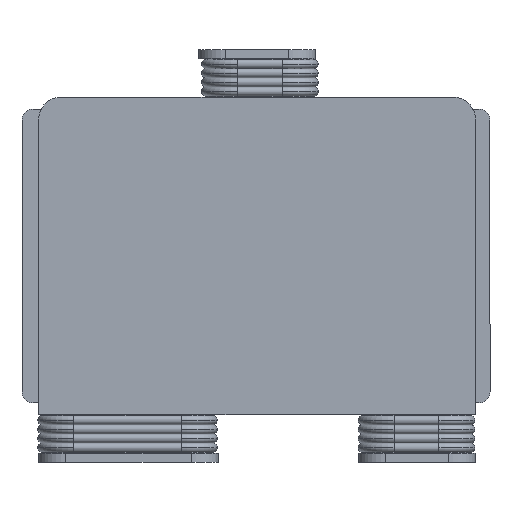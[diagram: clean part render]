
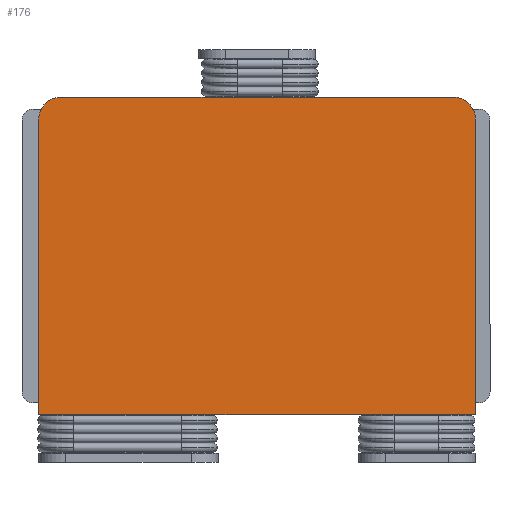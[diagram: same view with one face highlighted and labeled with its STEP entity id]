
A CAD part, front view. The second image highlights one B-rep face of the part: STEP entity #176.
In plain terms, the highlighted planar face has unit normal (0, -1, 0).
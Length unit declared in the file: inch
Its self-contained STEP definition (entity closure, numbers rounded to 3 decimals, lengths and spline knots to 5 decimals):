
#41 = VECTOR ( 'NONE', #2728, 39.37008 ) ;
#43 = VERTEX_POINT ( 'NONE', #3039 ) ;
#176 = ADVANCED_FACE ( 'NONE', ( #1803 ), #1774, .F. ) ;
#321 = DIRECTION ( 'NONE',  ( 0., 0., 1. ) ) ;
#625 = AXIS2_PLACEMENT_3D ( 'NONE', #1468, #1892, #3642 ) ;
#682 = DIRECTION ( 'NONE',  ( -1., 0., 0. ) ) ;
#877 = CIRCLE ( 'NONE', #1934, 0.039 ) ;
#900 = LINE ( 'NONE', #2729, #1876 ) ;
#1007 = VERTEX_POINT ( 'NONE', #4038 ) ;
#1392 = VECTOR ( 'NONE', #682, 39.37008 ) ;
#1468 = CARTESIAN_POINT ( 'NONE',  ( -0.784, 0., 0.52 ) ) ;
#1541 = VERTEX_POINT ( 'NONE', #3754 ) ;
#1568 = DIRECTION ( 'NONE',  ( 1., 0., 0. ) ) ;
#1771 = CARTESIAN_POINT ( 'NONE',  ( -0.094, 0., 0.52 ) ) ;
#1774 = PLANE ( 'NONE',  #4686 ) ;
#1790 = CARTESIAN_POINT ( 'NONE',  ( -0.823, 0., 0. ) ) ;
#1803 = FACE_OUTER_BOUND ( 'NONE', #2218, .T. ) ;
#1876 = VECTOR ( 'NONE', #3454, 39.37008 ) ;
#1892 = DIRECTION ( 'NONE',  ( 0., -1., 0. ) ) ;
#1934 = AXIS2_PLACEMENT_3D ( 'NONE', #1771, #3607, #321 ) ;
#2043 = EDGE_CURVE ( 'NONE', #1007, #5048, #2875, .T. ) ;
#2218 = EDGE_LOOP ( 'NONE', ( #2911, #4310, #3879, #4006, #2578, #3936 ) ) ;
#2445 = CIRCLE ( 'NONE', #625, 0.039 ) ;
#2491 = LINE ( 'NONE', #3401, #5126 ) ;
#2578 = ORIENTED_EDGE ( 'NONE', *, *, #5911, .F. ) ;
#2637 = CARTESIAN_POINT ( 'NONE',  ( 0., 0., 0. ) ) ;
#2694 = LINE ( 'NONE', #5109, #41 ) ;
#2728 = DIRECTION ( 'NONE',  ( 0., 0., -1. ) ) ;
#2729 = CARTESIAN_POINT ( 'NONE',  ( -0.823, 0., 0. ) ) ;
#2755 = DIRECTION ( 'NONE',  ( 0., 1., 0. ) ) ;
#2875 = LINE ( 'NONE', #4683, #1392 ) ;
#2911 = ORIENTED_EDGE ( 'NONE', *, *, #2965, .F. ) ;
#2965 = EDGE_CURVE ( 'NONE', #4584, #4563, #2491, .T. ) ;
#3039 = CARTESIAN_POINT ( 'NONE',  ( -0.823, 0., 0.52 ) ) ;
#3223 = EDGE_CURVE ( 'NONE', #4584, #43, #2445, .T. ) ;
#3339 = EDGE_CURVE ( 'NONE', #5048, #43, #900, .T. ) ;
#3401 = CARTESIAN_POINT ( 'NONE',  ( -0.768, 0., 0.559 ) ) ;
#3454 = DIRECTION ( 'NONE',  ( 0., 0., 1. ) ) ;
#3589 = CARTESIAN_POINT ( 'NONE',  ( -0.094, 0., 0.559 ) ) ;
#3591 = EDGE_CURVE ( 'NONE', #1541, #4563, #877, .T. ) ;
#3607 = DIRECTION ( 'NONE',  ( 0., -1., 0. ) ) ;
#3642 = DIRECTION ( 'NONE',  ( 0., 0., 1. ) ) ;
#3666 = DIRECTION ( 'NONE',  ( 0., 0., 1. ) ) ;
#3754 = CARTESIAN_POINT ( 'NONE',  ( -0.055, 0., 0.52 ) ) ;
#3879 = ORIENTED_EDGE ( 'NONE', *, *, #3339, .F. ) ;
#3936 = ORIENTED_EDGE ( 'NONE', *, *, #3591, .T. ) ;
#4006 = ORIENTED_EDGE ( 'NONE', *, *, #2043, .F. ) ;
#4038 = CARTESIAN_POINT ( 'NONE',  ( -0.055, 0., 0. ) ) ;
#4310 = ORIENTED_EDGE ( 'NONE', *, *, #3223, .T. ) ;
#4563 = VERTEX_POINT ( 'NONE', #3589 ) ;
#4584 = VERTEX_POINT ( 'NONE', #5932 ) ;
#4683 = CARTESIAN_POINT ( 'NONE',  ( 0., 0., 0. ) ) ;
#4686 = AXIS2_PLACEMENT_3D ( 'NONE', #2637, #2755, #3666 ) ;
#5048 = VERTEX_POINT ( 'NONE', #1790 ) ;
#5109 = CARTESIAN_POINT ( 'NONE',  ( -0.055, 0., 0.559 ) ) ;
#5126 = VECTOR ( 'NONE', #1568, 39.37008 ) ;
#5911 = EDGE_CURVE ( 'NONE', #1541, #1007, #2694, .T. ) ;
#5932 = CARTESIAN_POINT ( 'NONE',  ( -0.784, 0., 0.559 ) ) ;
